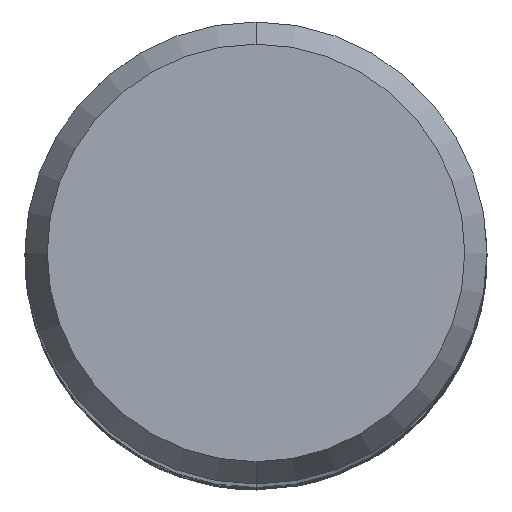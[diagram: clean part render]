
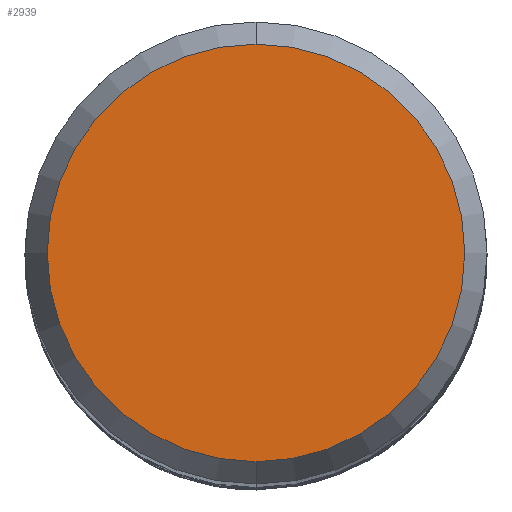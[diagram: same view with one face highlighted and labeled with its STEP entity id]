
A CAD part, top view. The second image highlights one B-rep face of the part: STEP entity #2939.
In plain terms, the highlighted planar face has unit normal (0, 0, 1).
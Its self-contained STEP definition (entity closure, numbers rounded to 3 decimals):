
#1435=VERTEX_POINT('',#3570);
#1937=EDGE_CURVE('',#2809,#1435,#4118,.T.);
#2209=EDGE_CURVE('',#1435,#2809,#4416,.T.);
#2809=VERTEX_POINT('',#5068);
#2939=ADVANCED_FACE('',(#5207),#5208,.T.);
#3570=CARTESIAN_POINT('',(0.0,5.423,0.0));
#4118=CIRCLE('',#14768,5.423);
#4416=CIRCLE('',#18313,5.423);
#5068=CARTESIAN_POINT('',(0.,-5.423,0.0));
#5207=FACE_OUTER_BOUND('',#27658,.T.);
#5208=PLANE('',#27659);
#14768=AXIS2_PLACEMENT_3D('',#30899,#30900,#30901);
#18313=AXIS2_PLACEMENT_3D('',#31217,#31218,#31219);
#27658=EDGE_LOOP('',(#32000,#32001));
#27659=AXIS2_PLACEMENT_3D('',#32002,#32003,#32004);
#30899=CARTESIAN_POINT('',(0.0,0.0,0.0));
#30900=DIRECTION('',(0.0,0.0,-1.0));
#30901=DIRECTION('',(0.0,1.0,0.0));
#31217=CARTESIAN_POINT('',(0.0,0.0,0.0));
#31218=DIRECTION('',(0.0,0.0,-1.0));
#31219=DIRECTION('',(0.0,1.0,0.0));
#32000=ORIENTED_EDGE('',*,*,#2209,.F.);
#32001=ORIENTED_EDGE('',*,*,#1937,.F.);
#32002=CARTESIAN_POINT('',(0.0,2.711,0.0));
#32003=DIRECTION('',(-0.0,0.0,1.0));
#32004=DIRECTION('',(0.0,-1.0,0.0));
